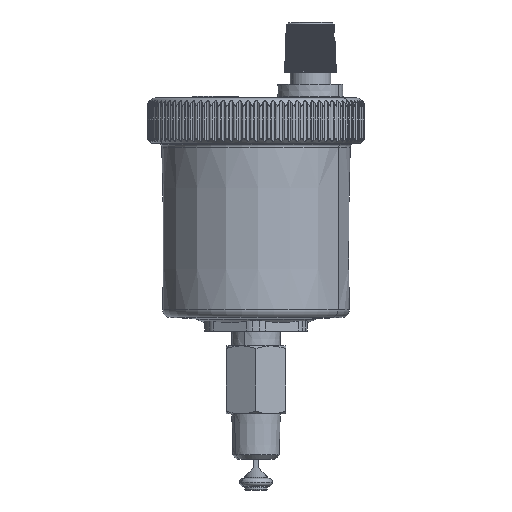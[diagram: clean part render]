
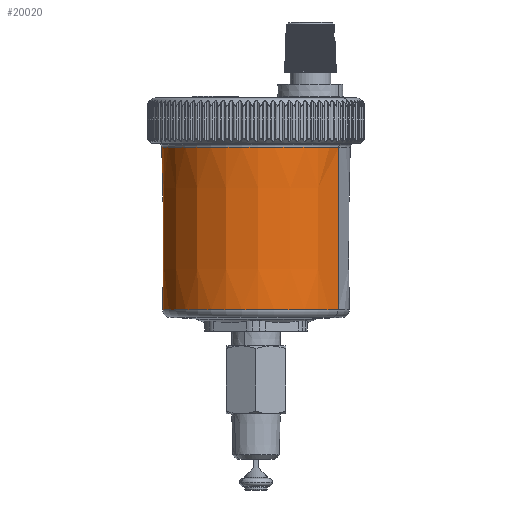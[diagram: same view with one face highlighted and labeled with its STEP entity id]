
A CAD part, left-side view. The second image highlights one B-rep face of the part: STEP entity #20020.
In plain terms, the highlighted conical face has half-angle 0.3 degrees and reference radius 20.589 mm.
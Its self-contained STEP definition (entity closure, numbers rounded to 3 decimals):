
#19939=CARTESIAN_POINT('Vertex',(-9.546,-18.249,-0.38)) ;
#19941=CARTESIAN_POINT('Vertex',(10.385,18.234,-0.38)) ;
#19966=CARTESIAN_POINT('Axis2P3D Location',(0.42,-0.007,-0.38)) ;
#19978=CARTESIAN_POINT('Axis2P3D Location',(0.42,-0.007,-37.9)) ;
#19983=CARTESIAN_POINT('Line Origine',(10.338,18.149,-18.935)) ;
#19987=CARTESIAN_POINT('Vertex',(10.295,18.069,-36.209)) ;
#19990=CARTESIAN_POINT('Line Origine',(-9.499,-18.163,-18.935)) ;
#19994=CARTESIAN_POINT('Vertex',(-9.456,-18.084,-36.209)) ;
#20009=CARTESIAN_POINT('Axis2P3D Location',(0.42,-0.007,-36.209)) ;
#19967=DIRECTION('Axis2P3D Direction',(0.,-0.,-1.)) ;
#19979=DIRECTION('Axis2P3D Direction',(0.,0.,1.)) ;
#19980=DIRECTION('Axis2P3D XDirection',(-0.479,-0.878,0.)) ;
#19984=DIRECTION('Vector Direction',(0.003,0.005,1.)) ;
#19991=DIRECTION('Vector Direction',(-0.003,-0.005,1.)) ;
#20010=DIRECTION('Axis2P3D Direction',(0.,0.,1.)) ;
#19968=AXIS2_PLACEMENT_3D('Circle Axis2P3D',#19966,#19967,$) ;
#19981=AXIS2_PLACEMENT_3D('Cone Axis2P3D',#19978,#19979,#19980) ;
#20011=AXIS2_PLACEMENT_3D('Circle Axis2P3D',#20009,#20010,$) ;
#20015=ORIENTED_EDGE('',*,*,#19996,.F.) ;
#20016=ORIENTED_EDGE('',*,*,#19970,.F.) ;
#20017=ORIENTED_EDGE('',*,*,#19989,.T.) ;
#20018=ORIENTED_EDGE('',*,*,#20013,.F.) ;
#19985=VECTOR('Line Direction',#19984,1.) ;
#19992=VECTOR('Line Direction',#19991,1.) ;
#20020=ADVANCED_FACE('PartBody',(#20019),#19982,.T.) ;
#19969=CIRCLE('generated circle',#19968,20.786) ;
#20012=CIRCLE('generated circle',#20011,20.598) ;
#19982=CONICAL_SURFACE('Cone',#19981,20.589,0.005) ;
#19970=EDGE_CURVE('',#19942,#19940,#19969,.F.) ;
#19989=EDGE_CURVE('',#19942,#19988,#19986,.F.) ;
#19996=EDGE_CURVE('',#19940,#19995,#19993,.F.) ;
#20013=EDGE_CURVE('',#19995,#19988,#20012,.F.) ;
#20014=EDGE_LOOP('',(#20015,#20016,#20017,#20018)) ;
#20019=FACE_OUTER_BOUND('',#20014,.T.) ;
#19986=LINE('Line',#19983,#19985) ;
#19993=LINE('Line',#19990,#19992) ;
#19940=VERTEX_POINT('',#19939) ;
#19942=VERTEX_POINT('',#19941) ;
#19988=VERTEX_POINT('',#19987) ;
#19995=VERTEX_POINT('',#19994) ;
